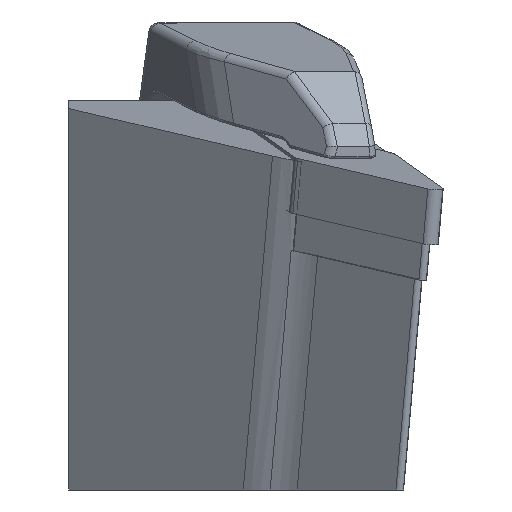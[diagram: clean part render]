
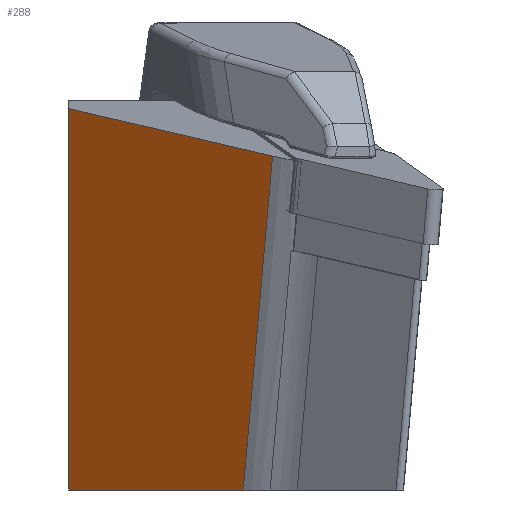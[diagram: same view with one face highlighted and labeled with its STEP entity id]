
A CAD part, left-side view. The second image highlights one B-rep face of the part: STEP entity #288.
In plain terms, the highlighted planar face has unit normal (-0.785, 0.611, -0.1).
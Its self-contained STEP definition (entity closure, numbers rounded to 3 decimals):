
#288=ADVANCED_FACE('',(#458),#399,.F.);
#399=PLANE('',#2262);
#458=FACE_OUTER_BOUND('',#579,.T.);
#579=EDGE_LOOP('',(#1200,#1201,#1202,#1203));
#726=LINE('',#3255,#897);
#731=LINE('',#3269,#902);
#734=LINE('',#3279,#905);
#750=LINE('',#3325,#921);
#897=VECTOR('',#2556,1.);
#902=VECTOR('',#2569,1.);
#905=VECTOR('',#2580,1.);
#921=VECTOR('',#2634,1.);
#1200=ORIENTED_EDGE('',*,*,#1899,.F.);
#1201=ORIENTED_EDGE('',*,*,#1912,.F.);
#1202=ORIENTED_EDGE('',*,*,#1936,.T.);
#1203=ORIENTED_EDGE('',*,*,#1907,.F.);
#1693=VERTEX_POINT('',#3254);
#1694=VERTEX_POINT('',#3256);
#1699=VERTEX_POINT('',#3270);
#1701=VERTEX_POINT('',#3278);
#1899=EDGE_CURVE('',#1693,#1694,#726,.T.);
#1907=EDGE_CURVE('',#1694,#1699,#731,.T.);
#1912=EDGE_CURVE('',#1701,#1693,#734,.T.);
#1936=EDGE_CURVE('',#1701,#1699,#750,.T.);
#2262=AXIS2_PLACEMENT_3D('',#3327,#2637,#2638);
#2556=DIRECTION('',(-0.126,0.,0.992));
#2569=DIRECTION('',(-0.589,-0.787,-0.184));
#2580=DIRECTION('',(0.614,0.789,0.));
#2634=DIRECTION('',(-0.191,-0.086,0.978));
#2637=DIRECTION('',(0.785,-0.611,0.1));
#2638=DIRECTION('',(0.614,0.789,0.));
#3254=CARTESIAN_POINT('',(28.038,0.,-25.));
#3255=CARTESIAN_POINT('',(29.25,0.,-34.539));
#3256=CARTESIAN_POINT('',(23.989,0.,6.874));
#3269=CARTESIAN_POINT('',(11.25,-17.02,2.899));
#3270=CARTESIAN_POINT('',(11.25,-17.02,2.899));
#3278=CARTESIAN_POINT('',(16.694,-14.579,-25.));
#3279=CARTESIAN_POINT('',(17.954,-12.959,-25.));
#3325=CARTESIAN_POINT('',(18.814,-13.628,-35.865));
#3327=CARTESIAN_POINT('',(18.814,-13.628,-35.865));
